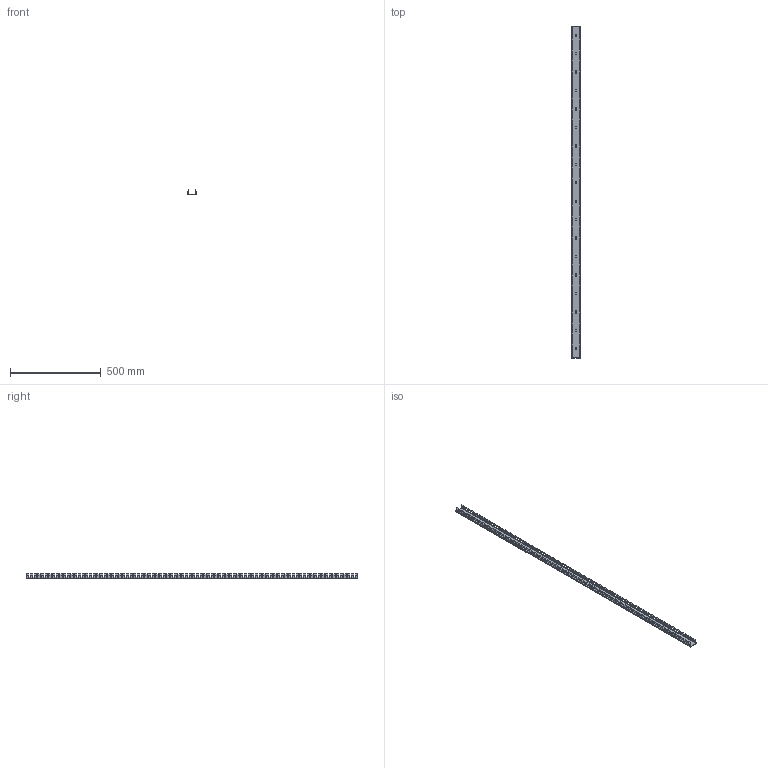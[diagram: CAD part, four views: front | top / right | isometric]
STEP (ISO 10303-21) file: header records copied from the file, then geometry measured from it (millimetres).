
FILE_DESCRIPTION (( 'STEP AP203' ), '1' );
FILE_NAME ('G1.5X1_3D_WEB.STEP', '2014-05-20T20:29:42', ( 'IT' ), ( 'Panduit Corp.' ), 'SwSTEP 2.0', 'SolidWorks 2012', '' );
FILE_SCHEMA (( 'CONFIG_CONTROL_DESIGN' ));
Length unit declared in the file: inch
Products named in the file (1): G1.5X1_3D_WEB
Bounding box: 44.45 x 1828.8 x 25.12 mm (x, y, z)
Volume: 212306.2 mm3; surface area: 314916.2 mm2
Topology: 1 solids, 1 shells, 1702 faces, 5100 edges, 3400 vertices
Faces by surface type: plane 1666, cylinder 36
Entity records: 56347 total; most frequent: CARTESIAN_POINT 10203, ORIENTED_EDGE 10200, DIRECTION 8578, EDGE_CURVE 5100, VECTOR 5028, LINE 5028, VERTEX_POINT 3400, AXIS2_PLACEMENT_3D 1775
